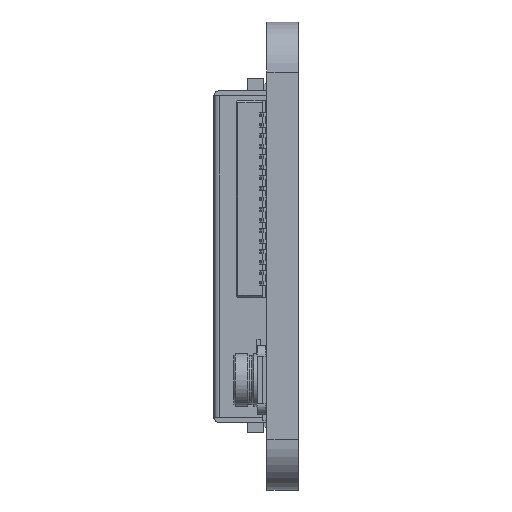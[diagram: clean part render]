
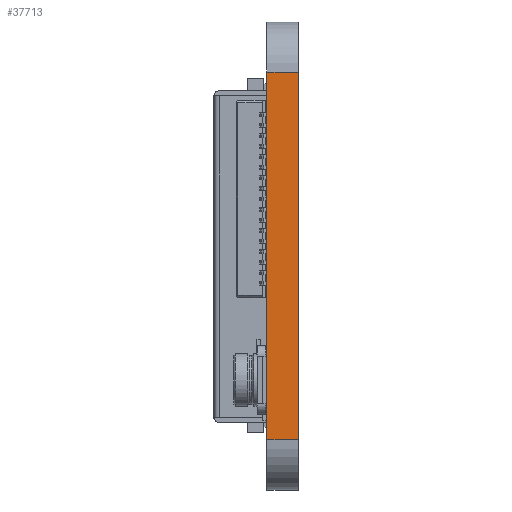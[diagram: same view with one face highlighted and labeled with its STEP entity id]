
A CAD part, left-side view. The second image highlights one B-rep face of the part: STEP entity #37713.
In plain terms, the highlighted planar face has unit normal (-1, 0, 0).
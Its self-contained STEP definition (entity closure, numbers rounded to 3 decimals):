
#3402=FACE_OUTER_BOUND('',#5474,.T.);
#5474=EDGE_LOOP('',(#28562,#28563,#28564,#28565));
#8392=LINE('',#55473,#12450);
#8540=LINE('',#55867,#12598);
#8541=LINE('',#55871,#12599);
#8542=LINE('',#55872,#12600);
#12450=VECTOR('',#45964,10.);
#12598=VECTOR('',#46294,1.);
#12599=VECTOR('',#46299,1.);
#12600=VECTOR('',#46300,1.);
#16284=VERTEX_POINT('',#55470);
#16285=VERTEX_POINT('',#55472);
#16440=VERTEX_POINT('',#55866);
#16441=VERTEX_POINT('',#55870);
#20682=EDGE_CURVE('',#16285,#16284,#8392,.T.);
#20879=EDGE_CURVE('',#16285,#16440,#8540,.T.);
#20881=EDGE_CURVE('',#16284,#16441,#8541,.T.);
#20882=EDGE_CURVE('',#16441,#16440,#8542,.T.);
#28562=ORIENTED_EDGE('',*,*,#20682,.T.);
#28563=ORIENTED_EDGE('',*,*,#20881,.T.);
#28564=ORIENTED_EDGE('',*,*,#20882,.T.);
#28565=ORIENTED_EDGE('',*,*,#20879,.F.);
#35962=PLANE('',#40631);
#37713=ADVANCED_FACE('',(#3402),#35962,.T.);
#40631=AXIS2_PLACEMENT_3D('',#55869,#46297,#46298);
#45964=DIRECTION('',(0.,0.,1.));
#46294=DIRECTION('',(0.,1.,0.));
#46297=DIRECTION('center_axis',(-1.,0.,0.));
#46298=DIRECTION('ref_axis',(0.,0.,
-1.));
#46299=DIRECTION('',(0.,1.,0.));
#46300=DIRECTION('',(0.,0.,-1.));
#55470=CARTESIAN_POINT('',(-9.302,1.672,22.576));
#55472=CARTESIAN_POINT('',(-9.302,1.672,8.606));
#55473=CARTESIAN_POINT('',(-9.302,1.672,19.084));
#55866=CARTESIAN_POINT('',(-9.302,2.872,8.606));
#55867=CARTESIAN_POINT('',(-9.302,1.272,8.606));
#55869=CARTESIAN_POINT('Origin',(-9.302,1.272,22.576));
#55870=CARTESIAN_POINT('',(-9.302,2.872,22.576));
#55871=CARTESIAN_POINT('',(-9.302,1.272,22.576));
#55872=CARTESIAN_POINT('',(-9.302,2.872,22.576));
